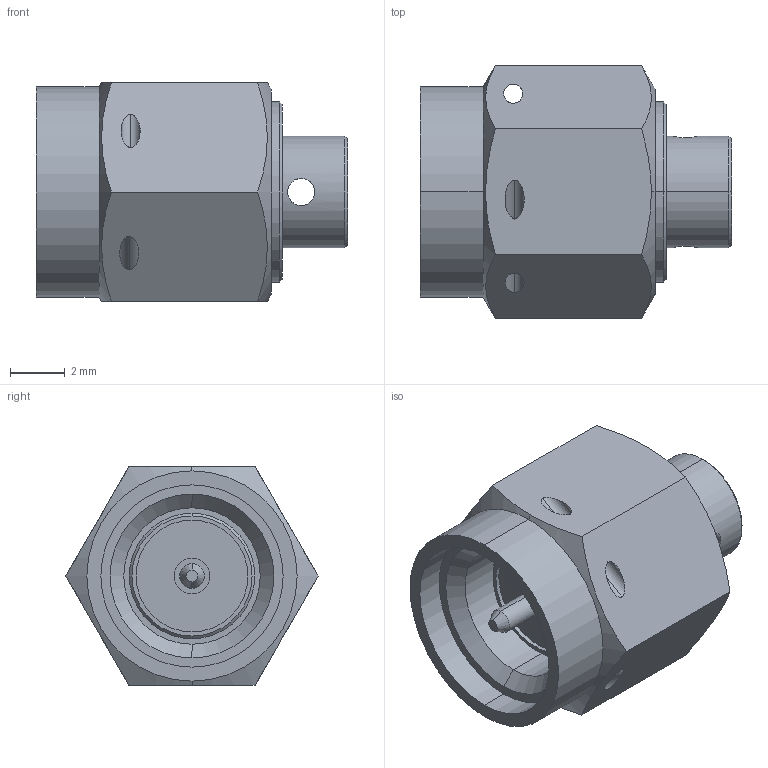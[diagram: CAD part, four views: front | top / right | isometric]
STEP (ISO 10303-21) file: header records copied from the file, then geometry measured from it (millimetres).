
FILE_DESCRIPTION (( 'STEP AP214' ), '1' );
FILE_NAME ('!ÔÈÌÄ.434521.007-07 Âèëêà êàáåëüíàÿ ïðÿìàÿ.STEP', '2024-07-31T07:12:04', ( '' ), ( '' ), 'SwSTEP 2.0', 'SolidWorks 2018', '' );
FILE_SCHEMA (( 'AUTOMOTIVE_DESIGN' ));
Length unit declared in the file: millimetre
Products named in the file (2): Äåòàëü24^ÔÈÌÄ.434521.007 Âèëêà êàáåëüíàÿ ïðÿìàÿ; !ÔÈÌÄ.434521.007-07 Âèëêà êàáåëüíàÿ ïðÿìàÿ
Assembly tree (1 placements, depth 2):
  !ÔÈÌÄ.434521.007-07 Âèëêà êàáåëüíàÿ ïðÿìàÿ
    Äåòàëü24^ÔÈÌÄ.434521.007 Âèëêà êàáåëüíàÿ ïðÿìàÿ
Bounding box: 11.4 x 9.24 x 8 mm (x, y, z)
Volume: 376 mm3; surface area: 696.3 mm2
Topology: 1 solids, 2 shells, 106 faces, 238 edges, 150 vertices
Faces by surface type: cylinder 51, cone 26, plane 23, sphere 6
Entity records: 3266 total; most frequent: CARTESIAN_POINT 806, DIRECTION 516, ORIENTED_EDGE 472, EDGE_CURVE 236, AXIS2_PLACEMENT_3D 216, VERTEX_POINT 150, EDGE_LOOP 134, FACE_OUTER_BOUND 106
